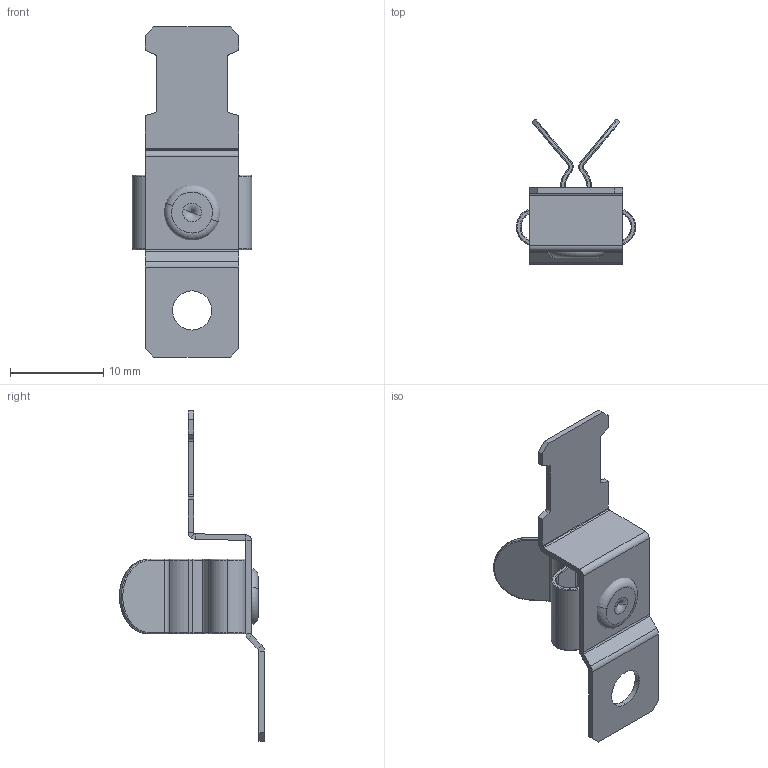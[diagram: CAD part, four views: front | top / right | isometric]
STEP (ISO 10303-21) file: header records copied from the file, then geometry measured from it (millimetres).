
FILE_DESCRIPTION (( 'STEP AP214' ), '1' );
FILE_NAME ('1022-201.STEP', '2023-12-22T13:21:51', ( '' ), ( '' ), 'SwSTEP 2.0', 'SolidWorks 2022', '' );
FILE_SCHEMA (( 'AUTOMOTIVE_DESIGN' ));
Length unit declared in the file: millimetre
Products named in the file (4): 1010-001.; 3x1,5_1mm Blechstärke; 1022-064.; 1022-201
Assembly tree (3 placements, depth 2):
  1022-201
    3x1,5_1mm Blechstärke
    1022-064.
    1010-001.
Bounding box: 12.79 x 15.56 x 35.4 mm (x, y, z)
Volume: 460 mm3; surface area: 1746 mm2
Topology: 3 solids, 3 shells, 300 faces, 731 edges, 448 vertices
Faces by surface type: plane 132, cylinder 82, bspline 80, torus 4, sphere 2
Entity records: 11297 total; most frequent: CARTESIAN_POINT 4358, ORIENTED_EDGE 1458, DIRECTION 1281, EDGE_CURVE 729, VERTEX_POINT 448, AXIS2_PLACEMENT_3D 432, VECTOR 417, LINE 417
